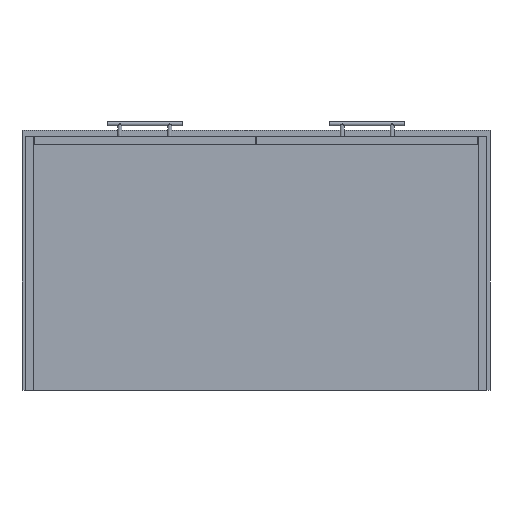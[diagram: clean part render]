
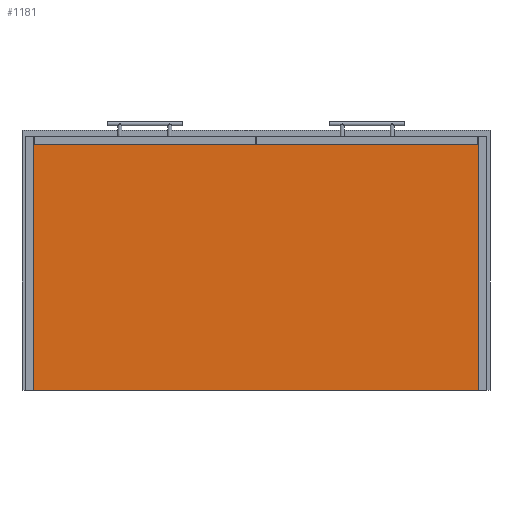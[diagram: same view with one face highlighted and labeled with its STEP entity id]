
A CAD part, front view. The second image highlights one B-rep face of the part: STEP entity #1181.
In plain terms, the highlighted planar face has unit normal (0, -1, 0).
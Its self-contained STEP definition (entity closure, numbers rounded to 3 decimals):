
#54 = CARTESIAN_POINT ( 'NONE',  ( 428., -210., 473. ) ) ;
#105 = ORIENTED_EDGE ( 'NONE', *, *, #1034, .F. ) ;
#136 = LINE ( 'NONE', #1587, #954 ) ;
#214 = ORIENTED_EDGE ( 'NONE', *, *, #2340, .F. ) ;
#258 = VECTOR ( 'NONE', #2314, 1000. ) ;
#351 = VECTOR ( 'NONE', #2030, 1000. ) ;
#393 = AXIS2_PLACEMENT_3D ( 'NONE', #54, #2334, #454 ) ;
#397 = CARTESIAN_POINT ( 'NONE',  ( 428., -210., 473. ) ) ;
#454 = DIRECTION ( 'NONE',  ( -1., 0., 0. ) ) ;
#488 = VERTEX_POINT ( 'NONE', #397 ) ;
#508 = EDGE_CURVE ( 'NONE', #1380, #1814, #1367, .T. ) ;
#605 = ORIENTED_EDGE ( 'NONE', *, *, #1011, .T. ) ;
#606 = DIRECTION ( 'NONE',  ( 1., 0., 0. ) ) ;
#688 = CARTESIAN_POINT ( 'NONE',  ( -428., -210., 473. ) ) ;
#709 = LINE ( 'NONE', #1561, #258 ) ;
#881 = CARTESIAN_POINT ( 'NONE',  ( 428., -210., 0. ) ) ;
#954 = VECTOR ( 'NONE', #606, 1000. ) ;
#1011 = EDGE_CURVE ( 'NONE', #1814, #1307, #136, .T. ) ;
#1034 = EDGE_CURVE ( 'NONE', #488, #1307, #709, .T. ) ;
#1071 = CARTESIAN_POINT ( 'NONE',  ( 428., -210., 473. ) ) ;
#1074 = CARTESIAN_POINT ( 'NONE',  ( -428., -210., 0. ) ) ;
#1079 = ORIENTED_EDGE ( 'NONE', *, *, #508, .T. ) ;
#1181 = ADVANCED_FACE ( 'NONE', ( #1187 ), #1395, .F. ) ;
#1187 = FACE_OUTER_BOUND ( 'NONE', #1471, .T. ) ;
#1307 = VERTEX_POINT ( 'NONE', #881 ) ;
#1367 = LINE ( 'NONE', #1528, #1825 ) ;
#1380 = VERTEX_POINT ( 'NONE', #688 ) ;
#1395 = PLANE ( 'NONE',  #393 ) ;
#1471 = EDGE_LOOP ( 'NONE', ( #605, #105, #214, #1079 ) ) ;
#1528 = CARTESIAN_POINT ( 'NONE',  ( -428., -210., 473. ) ) ;
#1561 = CARTESIAN_POINT ( 'NONE',  ( 428., -210., 473. ) ) ;
#1582 = LINE ( 'NONE', #1071, #351 ) ;
#1587 = CARTESIAN_POINT ( 'NONE',  ( 428., -210., 0. ) ) ;
#1814 = VERTEX_POINT ( 'NONE', #1074 ) ;
#1825 = VECTOR ( 'NONE', #2289, 1000. ) ;
#2030 = DIRECTION ( 'NONE',  ( 1., 0., 0. ) ) ;
#2289 = DIRECTION ( 'NONE',  ( 0., 0., -1. ) ) ;
#2314 = DIRECTION ( 'NONE',  ( 0., 0., -1. ) ) ;
#2334 = DIRECTION ( 'NONE',  ( 0., 1., 0. ) ) ;
#2340 = EDGE_CURVE ( 'NONE', #1380, #488, #1582, .T. ) ;
